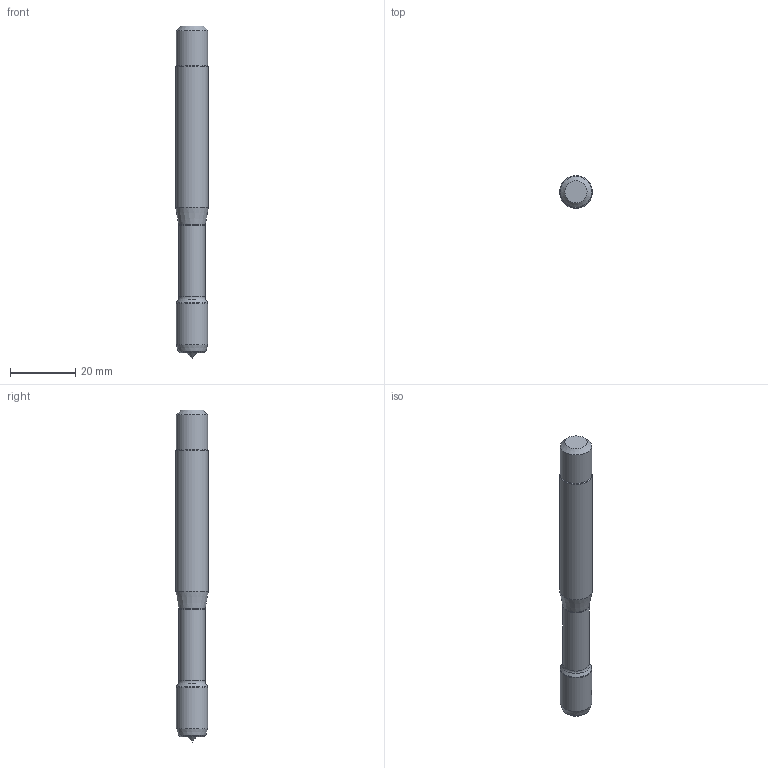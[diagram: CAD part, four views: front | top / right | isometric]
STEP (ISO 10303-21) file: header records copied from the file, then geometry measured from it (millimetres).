
FILE_DESCRIPTION(/* description */ (''),/* implementation_level */ '2;1');
FILE_NAME(/* name */ 'tool.stp',/* time_stamp */ '2022-04-26T05:33:56+02:00',/* author */ (''),/* organization */ ('SMS'),/* preprocessor_version */ 'ST-DEVELOPER v16.7',/* originating_system */ 'SIEMENS PLM Software NX 12.0',/* authorisation */ '');
FILE_SCHEMA (('AUTOMOTIVE_DESIGN { 1 0 10303 214 3 1 1 1 }'));
Length unit declared in the file: millimetre
Products named in the file (1): Tool
Bounding box: 10 x 10 x 101.65 mm (x, y, z)
Volume: 6934.9 mm3; surface area: 3204 mm2
Topology: 2 solids, 2 shells, 18 faces, 36 edges, 25 vertices
Faces by surface type: cone 7, cylinder 5, plane 4, torus 2
Full cylindrical faces by diameter (mm): 8.079 x1, 9.6 x1, 9.629 x2, 10 x1
Entity records: 453 total; most frequent: CARTESIAN_POINT 80, DIRECTION 76, AXIS2_PLACEMENT_3D 38, EDGE_LOOP 32, ORIENTED_EDGE 32, FACE_BOUND 30, ADVANCED_FACE 18, VERTEX_POINT 17
